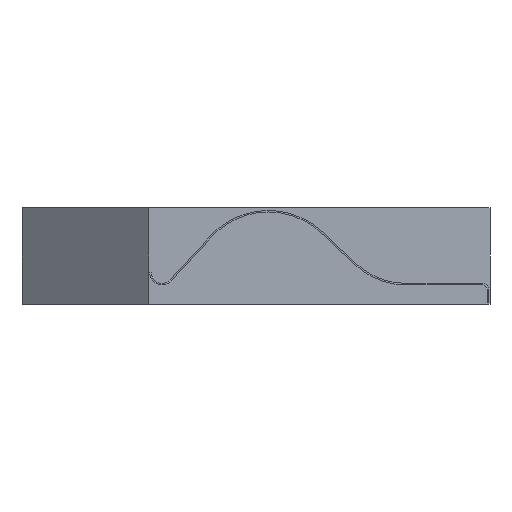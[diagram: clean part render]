
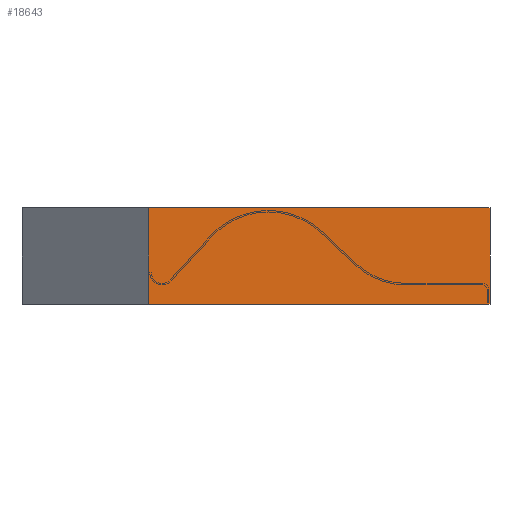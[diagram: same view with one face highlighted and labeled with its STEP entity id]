
A CAD part, left-side view. The second image highlights one B-rep face of the part: STEP entity #18643.
In plain terms, the highlighted face is planar.
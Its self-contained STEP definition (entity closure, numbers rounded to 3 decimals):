
#2468=ORIENTED_EDGE('',*,*,#8712,.F.);
#2469=ORIENTED_EDGE('',*,*,#8722,.F.);
#2470=ORIENTED_EDGE('',*,*,#8719,.F.);
#2471=ORIENTED_EDGE('',*,*,#8716,.F.);
#8712=EDGE_CURVE('',#11844,#11845,#14276,.T.);
#8716=EDGE_CURVE('',#11845,#11848,#14280,.T.);
#8719=EDGE_CURVE('',#11848,#11850,#14283,.T.);
#8722=EDGE_CURVE('',#11850,#11844,#14286,.T.);
#11844=VERTEX_POINT('',#23605);
#11845=VERTEX_POINT('',#23606);
#11848=VERTEX_POINT('',#23614);
#11850=VERTEX_POINT('',#23620);
#14276=LINE('',#23604,#15424);
#14280=LINE('',#23613,#15428);
#14283=LINE('',#23619,#15431);
#14286=LINE('',#23625,#15434);
#15424=VECTOR('',#20430,1000.);
#15428=VECTOR('',#20436,1000.);
#15431=VECTOR('',#20441,1000.);
#15434=VECTOR('',#20446,1000.);
#16577=EDGE_LOOP('',(#2468,#2469,#2470,#2471));
#17453=FACE_BOUND('',#16577,.T.);
#18329=PLANE('',#19418);
#18643=ADVANCED_FACE('',(#17453),#18329,.F.);
#19418=AXIS2_PLACEMENT_3D('',#23628,#20450,#20451);
#20430=DIRECTION('',(0.,0.,-1.));
#20436=DIRECTION('',(1.,0.,0.));
#20441=DIRECTION('',(0.,0.,1.));
#20446=DIRECTION('',(-1.,0.,0.));
#20450=DIRECTION('',(0.,-1.,0.));
#20451=DIRECTION('',(0.,0.,-1.));
#23604=CARTESIAN_POINT('',(-13.69,205.295,3.85));
#23605=CARTESIAN_POINT('',(-13.69,205.295,3.85));
#23606=CARTESIAN_POINT('',(-13.69,205.295,-3.85));
#23613=CARTESIAN_POINT('',(-13.69,205.295,-3.85));
#23614=CARTESIAN_POINT('',(13.69,205.295,-3.85));
#23619=CARTESIAN_POINT('',(13.69,205.295,-3.85));
#23620=CARTESIAN_POINT('',(13.69,205.295,3.85));
#23625=CARTESIAN_POINT('',(13.69,205.295,3.85));
#23628=CARTESIAN_POINT('',(0.,205.295,0.));
